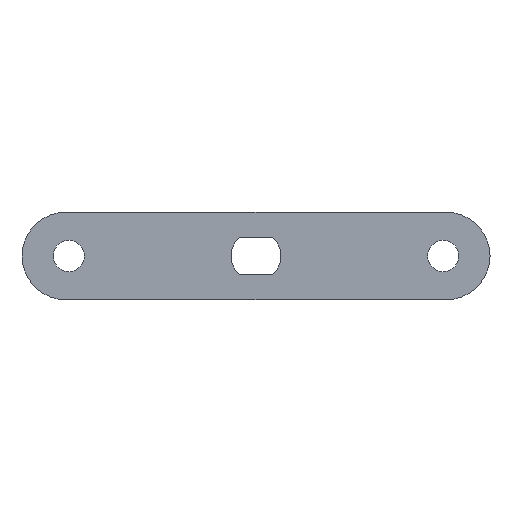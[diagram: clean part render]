
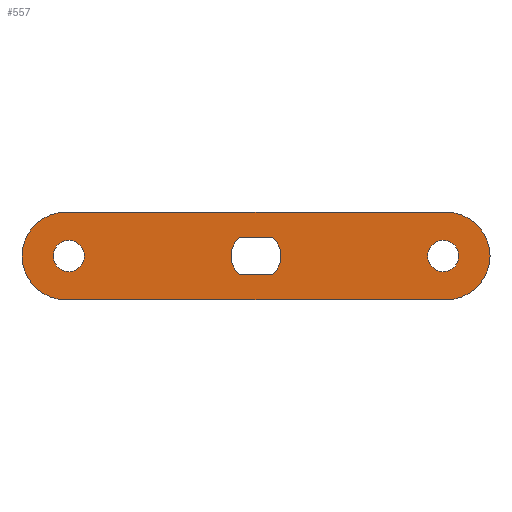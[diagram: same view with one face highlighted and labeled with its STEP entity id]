
A CAD part, top view. The second image highlights one B-rep face of the part: STEP entity #557.
In plain terms, the highlighted planar face has unit normal (0, 0, 1).
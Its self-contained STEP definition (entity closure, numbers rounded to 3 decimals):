
#5 = CIRCLE ( 'NONE', #628, 4. ) ;
#16 = CIRCLE ( 'NONE', #181, 7. ) ;
#22 = CARTESIAN_POINT ( 'NONE',  ( 30.5, 0., 2. ) ) ;
#27 = CIRCLE ( 'NONE', #521, 4. ) ;
#31 = ORIENTED_EDGE ( 'NONE', *, *, #112, .F. ) ;
#34 = CARTESIAN_POINT ( 'NONE',  ( 30.5, 0., 2. ) ) ;
#35 = VECTOR ( 'NONE', #368, 1000. ) ;
#37 = VECTOR ( 'NONE', #390, 1000. ) ;
#42 = ORIENTED_EDGE ( 'NONE', *, *, #54, .F. ) ;
#45 = DIRECTION ( 'NONE',  ( -1., 0., 0. ) ) ;
#54 = EDGE_CURVE ( 'NONE', #170, #610, #259, .T. ) ;
#61 = CARTESIAN_POINT ( 'NONE',  ( 0., 0., 2. ) ) ;
#64 = CARTESIAN_POINT ( 'NONE',  ( -32.5, 0., 2. ) ) ;
#70 = ORIENTED_EDGE ( 'NONE', *, *, #142, .T. ) ;
#77 = CARTESIAN_POINT ( 'NONE',  ( -30., 0., 2. ) ) ;
#86 = CARTESIAN_POINT ( 'NONE',  ( -37.5, -7., 2. ) ) ;
#91 = CARTESIAN_POINT ( 'NONE',  ( -4., 0., 2. ) ) ;
#93 = VERTEX_POINT ( 'NONE', #345 ) ;
#94 = DIRECTION ( 'NONE',  ( 0., 0., -1. ) ) ;
#96 = LINE ( 'NONE', #337, #37 ) ;
#98 = CARTESIAN_POINT ( 'NONE',  ( 27.5, 0., 2. ) ) ;
#112 = EDGE_CURVE ( 'NONE', #518, #309, #27, .T. ) ;
#116 = AXIS2_PLACEMENT_3D ( 'NONE', #180, #381, #146 ) ;
#119 = DIRECTION ( 'NONE',  ( 1., 0., 0. ) ) ;
#131 = DIRECTION ( 'NONE',  ( -1., 0., 0. ) ) ;
#137 = VERTEX_POINT ( 'NONE', #573 ) ;
#142 = EDGE_CURVE ( 'NONE', #314, #469, #471, .T. ) ;
#145 = FACE_BOUND ( 'NONE', #387, .T. ) ;
#146 = DIRECTION ( 'NONE',  ( -1., 0., 0. ) ) ;
#149 = CARTESIAN_POINT ( 'NONE',  ( 32.5, 0., 2. ) ) ;
#151 = EDGE_CURVE ( 'NONE', #228, #518, #96, .T. ) ;
#152 = CARTESIAN_POINT ( 'NONE',  ( -27.5, 0., 2. ) ) ;
#159 = EDGE_CURVE ( 'NONE', #382, #93, #393, .T. ) ;
#166 = DIRECTION ( 'NONE',  ( 0., 0., 1. ) ) ;
#167 = ORIENTED_EDGE ( 'NONE', *, *, #159, .T. ) ;
#168 = EDGE_CURVE ( 'NONE', #137, #382, #16, .T. ) ;
#170 = VERTEX_POINT ( 'NONE', #149 ) ;
#172 = CARTESIAN_POINT ( 'NONE',  ( 0., 0., 2. ) ) ;
#173 = CIRCLE ( 'NONE', #116, 7. ) ;
#180 = CARTESIAN_POINT ( 'NONE',  ( -30.5, 0., 2. ) ) ;
#181 = AXIS2_PLACEMENT_3D ( 'NONE', #34, #531, #383 ) ;
#195 = CARTESIAN_POINT ( 'NONE',  ( 2.646, -3., 2. ) ) ;
#196 = CARTESIAN_POINT ( 'NONE',  ( 0., 0., 2. ) ) ;
#206 = ORIENTED_EDGE ( 'NONE', *, *, #258, .F. ) ;
#207 = CIRCLE ( 'NONE', #619, 2.5 ) ;
#225 = CARTESIAN_POINT ( 'NONE',  ( -2.646, 3., 2. ) ) ;
#228 = VERTEX_POINT ( 'NONE', #438 ) ;
#230 = VERTEX_POINT ( 'NONE', #433 ) ;
#234 = VECTOR ( 'NONE', #572, 1000. ) ;
#238 = CARTESIAN_POINT ( 'NONE',  ( -30., 0., 2. ) ) ;
#243 = FACE_BOUND ( 'NONE', #536, .T. ) ;
#247 = AXIS2_PLACEMENT_3D ( 'NONE', #61, #556, #119 ) ;
#250 = DIRECTION ( 'NONE',  ( 0., 0., 1. ) ) ;
#257 = CARTESIAN_POINT ( 'NONE',  ( 30., 0., 2. ) ) ;
#258 = EDGE_CURVE ( 'NONE', #434, #279, #207, .T. ) ;
#259 = CIRCLE ( 'NONE', #286, 2.5 ) ;
#264 = EDGE_CURVE ( 'NONE', #93, #314, #173, .T. ) ;
#266 = ORIENTED_EDGE ( 'NONE', *, *, #488, .F. ) ;
#269 = VERTEX_POINT ( 'NONE', #435 ) ;
#279 = VERTEX_POINT ( 'NONE', #152 ) ;
#286 = AXIS2_PLACEMENT_3D ( 'NONE', #257, #250, #450 ) ;
#288 = DIRECTION ( 'NONE',  ( -1., 0., 0. ) ) ;
#295 = CARTESIAN_POINT ( 'NONE',  ( -37.5, 7., 2. ) ) ;
#309 = VERTEX_POINT ( 'NONE', #542 ) ;
#314 = VERTEX_POINT ( 'NONE', #405 ) ;
#316 = AXIS2_PLACEMENT_3D ( 'NONE', #375, #567, #324 ) ;
#322 = ORIENTED_EDGE ( 'NONE', *, *, #508, .F. ) ;
#324 = DIRECTION ( 'NONE',  ( 1., 0., 0. ) ) ;
#337 = CARTESIAN_POINT ( 'NONE',  ( -2.646, -3., 2. ) ) ;
#338 = AXIS2_PLACEMENT_3D ( 'NONE', #535, #485, #45 ) ;
#341 = PLANE ( 'NONE',  #569 ) ;
#345 = CARTESIAN_POINT ( 'NONE',  ( -30.5, 7., 2. ) ) ;
#353 = EDGE_CURVE ( 'NONE', #230, #533, #591, .T. ) ;
#368 = DIRECTION ( 'NONE',  ( -1., 0., 0. ) ) ;
#369 = AXIS2_PLACEMENT_3D ( 'NONE', #77, #482, #379 ) ;
#375 = CARTESIAN_POINT ( 'NONE',  ( 30., 0., 2. ) ) ;
#379 = DIRECTION ( 'NONE',  ( 1., 0., 0. ) ) ;
#381 = DIRECTION ( 'NONE',  ( 0., 0., 1. ) ) ;
#382 = VERTEX_POINT ( 'NONE', #395 ) ;
#383 = DIRECTION ( 'NONE',  ( -1., 0., 0. ) ) ;
#387 = EDGE_LOOP ( 'NONE', ( #31, #624, #577, #574, #266 ) ) ;
#390 = DIRECTION ( 'NONE',  ( 1., 0., 0. ) ) ;
#393 = LINE ( 'NONE', #295, #401 ) ;
#395 = CARTESIAN_POINT ( 'NONE',  ( 30.5, 7., 2. ) ) ;
#399 = CIRCLE ( 'NONE', #541, 7. ) ;
#401 = VECTOR ( 'NONE', #524, 1000. ) ;
#405 = CARTESIAN_POINT ( 'NONE',  ( -37.5, 0., 2. ) ) ;
#419 = CIRCLE ( 'NONE', #369, 2.5 ) ;
#428 = ORIENTED_EDGE ( 'NONE', *, *, #168, .T. ) ;
#429 = DIRECTION ( 'NONE',  ( 1., 0., 0. ) ) ;
#433 = CARTESIAN_POINT ( 'NONE',  ( -2.646, 3., 2. ) ) ;
#434 = VERTEX_POINT ( 'NONE', #64 ) ;
#435 = CARTESIAN_POINT ( 'NONE',  ( 30.5, -7., 2. ) ) ;
#437 = FACE_BOUND ( 'NONE', #491, .T. ) ;
#438 = CARTESIAN_POINT ( 'NONE',  ( -2.646, -3., 2. ) ) ;
#439 = ORIENTED_EDGE ( 'NONE', *, *, #517, .F. ) ;
#440 = DIRECTION ( 'NONE',  ( -1., 0., 0. ) ) ;
#450 = DIRECTION ( 'NONE',  ( 1., 0., 0. ) ) ;
#452 = CIRCLE ( 'NONE', #316, 2.5 ) ;
#456 = EDGE_CURVE ( 'NONE', #269, #137, #399, .T. ) ;
#462 = EDGE_CURVE ( 'NONE', #533, #228, #5, .T. ) ;
#463 = EDGE_LOOP ( 'NONE', ( #627, #618, #428, #167, #604, #70 ) ) ;
#469 = VERTEX_POINT ( 'NONE', #564 ) ;
#471 = CIRCLE ( 'NONE', #338, 7. ) ;
#482 = DIRECTION ( 'NONE',  ( 0., 0., 1. ) ) ;
#485 = DIRECTION ( 'NONE',  ( 0., 0., 1. ) ) ;
#488 = EDGE_CURVE ( 'NONE', #309, #230, #607, .T. ) ;
#491 = EDGE_LOOP ( 'NONE', ( #42, #322 ) ) ;
#508 = EDGE_CURVE ( 'NONE', #610, #170, #452, .T. ) ;
#509 = DIRECTION ( 'NONE',  ( 1., 0., 0. ) ) ;
#517 = EDGE_CURVE ( 'NONE', #279, #434, #419, .T. ) ;
#518 = VERTEX_POINT ( 'NONE', #195 ) ;
#519 = DIRECTION ( 'NONE',  ( 0., 0., 1. ) ) ;
#521 = AXIS2_PLACEMENT_3D ( 'NONE', #196, #623, #288 ) ;
#524 = DIRECTION ( 'NONE',  ( -1., 0., 0. ) ) ;
#526 = LINE ( 'NONE', #86, #234 ) ;
#531 = DIRECTION ( 'NONE',  ( 0., 0., 1. ) ) ;
#533 = VERTEX_POINT ( 'NONE', #91 ) ;
#534 = CARTESIAN_POINT ( 'NONE',  ( 0., 0., 2. ) ) ;
#535 = CARTESIAN_POINT ( 'NONE',  ( -30.5, 0., 2. ) ) ;
#536 = EDGE_LOOP ( 'NONE', ( #439, #206 ) ) ;
#537 = EDGE_CURVE ( 'NONE', #469, #269, #526, .T. ) ;
#541 = AXIS2_PLACEMENT_3D ( 'NONE', #22, #166, #131 ) ;
#542 = CARTESIAN_POINT ( 'NONE',  ( 2.646, 3., 2. ) ) ;
#556 = DIRECTION ( 'NONE',  ( 0., 0., 1. ) ) ;
#557 = ADVANCED_FACE ( 'NONE', ( #622, #243, #437, #145 ), #341, .F. ) ;
#564 = CARTESIAN_POINT ( 'NONE',  ( -30.5, -7., 2. ) ) ;
#567 = DIRECTION ( 'NONE',  ( 0., 0., 1. ) ) ;
#569 = AXIS2_PLACEMENT_3D ( 'NONE', #534, #94, #440 ) ;
#572 = DIRECTION ( 'NONE',  ( 1., 0., 0. ) ) ;
#573 = CARTESIAN_POINT ( 'NONE',  ( 37.5, 0., 2. ) ) ;
#574 = ORIENTED_EDGE ( 'NONE', *, *, #353, .F. ) ;
#577 = ORIENTED_EDGE ( 'NONE', *, *, #462, .F. ) ;
#591 = CIRCLE ( 'NONE', #247, 4. ) ;
#604 = ORIENTED_EDGE ( 'NONE', *, *, #264, .T. ) ;
#607 = LINE ( 'NONE', #225, #35 ) ;
#610 = VERTEX_POINT ( 'NONE', #98 ) ;
#618 = ORIENTED_EDGE ( 'NONE', *, *, #456, .T. ) ;
#619 = AXIS2_PLACEMENT_3D ( 'NONE', #238, #630, #429 ) ;
#622 = FACE_OUTER_BOUND ( 'NONE', #463, .T. ) ;
#623 = DIRECTION ( 'NONE',  ( 0., 0., 1. ) ) ;
#624 = ORIENTED_EDGE ( 'NONE', *, *, #151, .F. ) ;
#627 = ORIENTED_EDGE ( 'NONE', *, *, #537, .T. ) ;
#628 = AXIS2_PLACEMENT_3D ( 'NONE', #172, #519, #509 ) ;
#630 = DIRECTION ( 'NONE',  ( 0., 0., 1. ) ) ;
